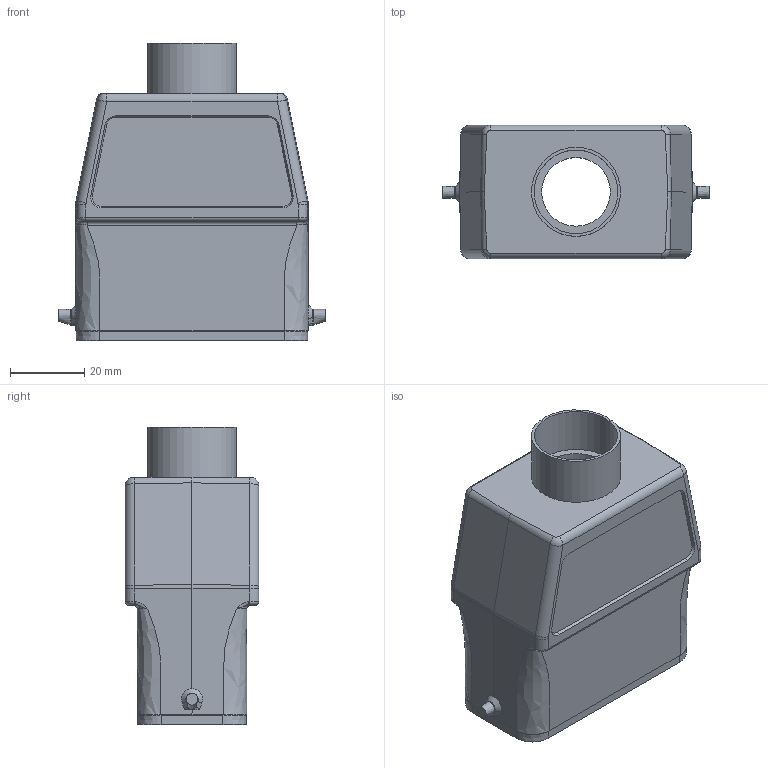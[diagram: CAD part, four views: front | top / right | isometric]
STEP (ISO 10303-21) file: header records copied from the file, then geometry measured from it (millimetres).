
FILE_DESCRIPTION(/* description */ (''),/* implementation_level */ '2;1');
FILE_NAME(/* name */ '100766898ugm000_a.stp',/* time_stamp */ '2018-08-09T16:56:35+02:00',/* author */ (''),/* organization */ (''),/* preprocessor_version */ 'ST-DEVELOPER v16.7',/* originating_system */ 'SIEMENS PLM Software NX 12.0',/* authorisation */ '');
FILE_SCHEMA (('AUTOMOTIVE_DESIGN { 1 0 10303 214 3 1 1 1 }'));
Length unit declared in the file: millimetre
Products named in the file (1): 100766898ugm000_a
Bounding box: 71.7 x 36 x 80.2 mm (x, y, z)
Volume: 55094.9 mm3; surface area: 28241.5 mm2
Topology: 1 solids, 2 shells, 425 faces, 1113 edges, 718 vertices
Faces by surface type: plane 201, cylinder 97, bspline 88, cone 26, torus 9, sphere 4
Full cylindrical faces by diameter (mm): 2.74 x4, 18.5 x1, 21.16 x1, 22.5 x1, 24 x1
Entity records: 17568 total; most frequent: CARTESIAN_POINT 6773, ORIENTED_EDGE 2064, DIRECTION 1817, EDGE_CURVE 1032, VERTEX_POINT 659, AXIS2_PLACEMENT_3D 638, LINE 541, VECTOR 541
